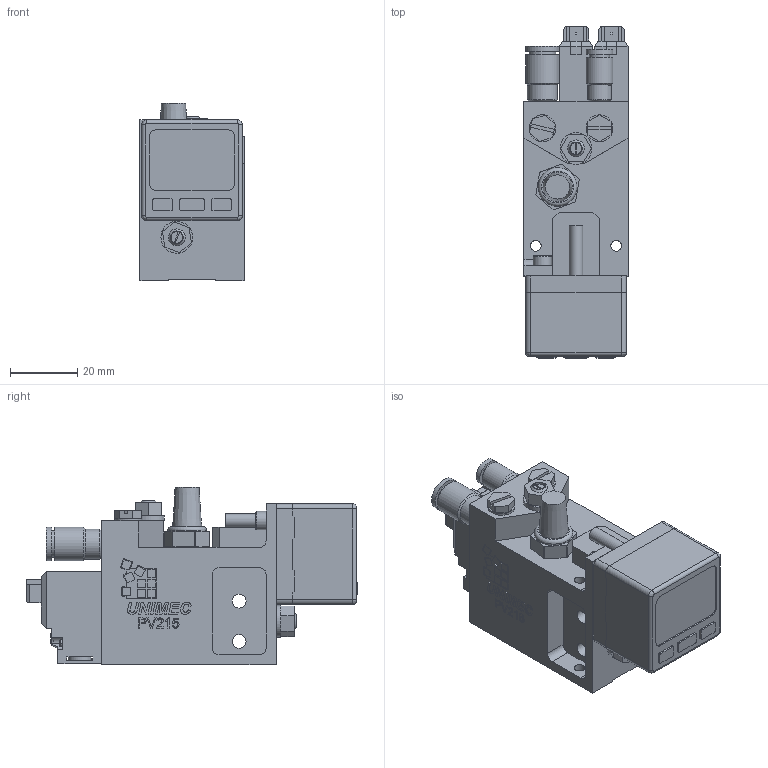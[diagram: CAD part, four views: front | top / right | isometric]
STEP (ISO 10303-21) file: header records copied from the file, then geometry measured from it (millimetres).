
FILE_DESCRIPTION((''),'2;1');
FILE_NAME('7180017.stp','2018-01-29T13:39:18',('jbalanche'),(''),'Autodesk Inventor 2012','Autodesk Inventor 2012','');
FILE_SCHEMA(('AUTOMOTIVE_DESIGN { 1 0 10303 214 1 1 1 1 }'));
Length unit declared in the file: millimetre
Products named in the file (1): 7180017
Bounding box: 31.2 x 98.9 x 53 mm (x, y, z)
Volume: 80104 mm3; surface area: 29027.6 mm2
Topology: 46 solids, 346 shells, 1400 faces, 4304 edges, 3352 vertices
Faces by surface type: plane 948, cylinder 266, bspline 120, cone 50, torus 13, revolution 3
Full cylindrical faces by diameter (mm): 2.459 x2, 2.6 x1, 3 x3, 3.2 x4, 3.242 x3, 3.5 x2, 4 x4, 4.1 x4, 4.134 x1, 5 x6, 5.1 x3, 5.5 x2, 5.8 x2, 5.9 x1, 6 x3, 6.1 x3, 6.8 x2, 7 x1, 7.4 x4, 8 x7, 8.5 x1, 9 x1, 9.4 x1, 9.5 x2, 9.728 x1, 10 x2, 11.5 x1
Entity records: 52108 total; most frequent: CARTESIAN_POINT 11292, DIRECTION 7244, ORIENTED_EDGE 6868, EDGE_CURVE 4185, VERTEX_POINT 3333, VECTOR 3135, LINE 3135, AXIS2_PLACEMENT_3D 2053
